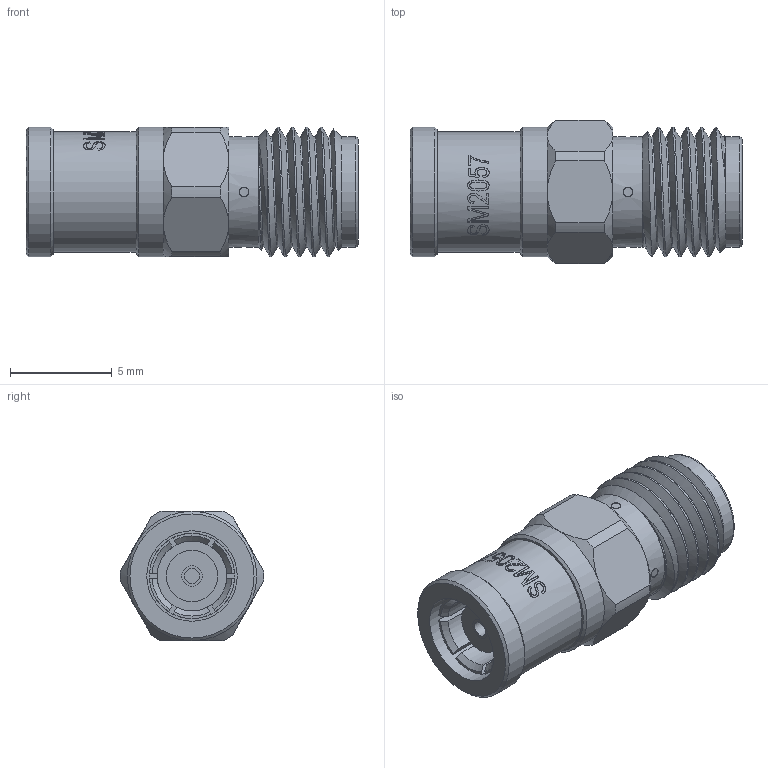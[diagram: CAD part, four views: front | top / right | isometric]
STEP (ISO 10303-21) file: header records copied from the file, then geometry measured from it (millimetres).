
FILE_DESCRIPTION (( 'STEP AP203' ), '1' );
FILE_NAME ('SM2057_3D.step', '2021-08-16T14:57:09', ( '' ), ( '' ), 'SwSTEP 2.0', 'SolidWorks 2021', '' );
FILE_SCHEMA (( 'CONFIG_CONTROL_DESIGN' ));
Length unit declared in the file: inch
Products named in the file (1): SM2057_3D
Bounding box: 16.31 x 7.04 x 6.35 mm (x, y, z)
Volume: 402 mm3; surface area: 663.7 mm2
Topology: 3 solids, 3 shells, 185 faces, 462 edges, 302 vertices
Faces by surface type: plane 65, bspline 61, cylinder 34, cone 24, torus 1
Full cylindrical faces by diameter (mm): 0.762 x2, 1.016 x4, 2.54 x1, 3.429 x1, 4.191 x1, 4.445 x2, 5.419 x2, 5.905 x1, 6.35 x2
Entity records: 10262 total; most frequent: CARTESIAN_POINT 6447, ORIENTED_EDGE 852, DIRECTION 567, EDGE_CURVE 426, VERTEX_POINT 294, AXIS2_PLACEMENT_3D 239, EDGE_LOOP 236, B_SPLINE_CURVE_WITH_KNOTS 219
